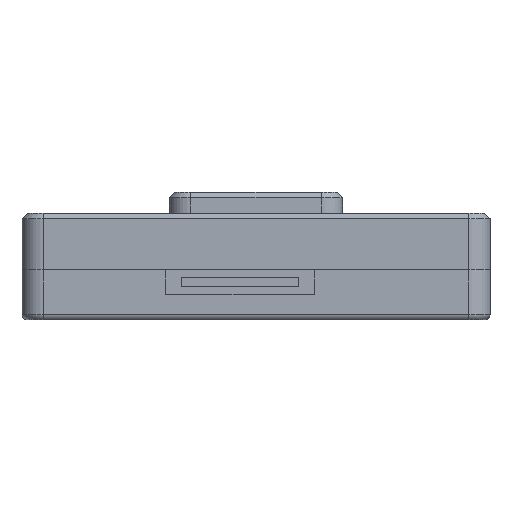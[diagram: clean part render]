
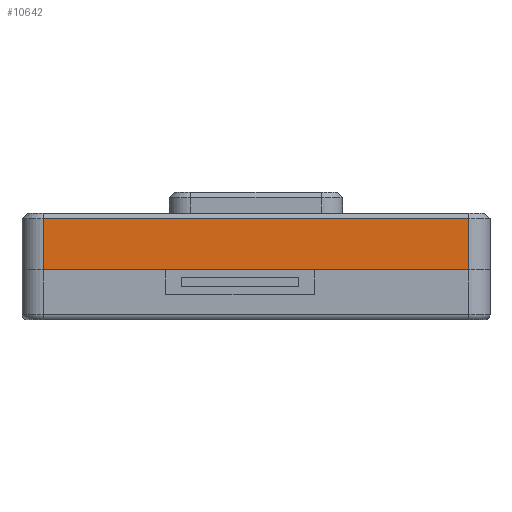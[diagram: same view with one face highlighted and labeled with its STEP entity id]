
A CAD part, front view. The second image highlights one B-rep face of the part: STEP entity #10642.
In plain terms, the highlighted planar face has unit normal (0, -1, 0).
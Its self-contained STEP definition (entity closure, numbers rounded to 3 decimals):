
#362=FACE_OUTER_BOUND('',#964,.T.);
#964=EDGE_LOOP('',(#7275,#7276,#7277,#7278));
#1720=LINE('',#15070,#3155);
#1748=LINE('',#15146,#3183);
#1761=LINE('',#15177,#3196);
#1762=LINE('',#15178,#3197);
#3155=VECTOR('',#12193,1.);
#3183=VECTOR('',#12275,1.);
#3196=VECTOR('',#12308,10.);
#3197=VECTOR('',#12309,1.);
#4576=VERTEX_POINT('',#15061);
#4578=VERTEX_POINT('',#15067);
#4600=VERTEX_POINT('',#15144);
#4608=VERTEX_POINT('',#15176);
#5617=EDGE_CURVE('',#4576,#4578,#1720,.T.);
#5657=EDGE_CURVE('',#4578,#4600,#1748,.T.);
#5673=EDGE_CURVE('',#4608,#4600,#1761,.T.);
#5674=EDGE_CURVE('',#4608,#4576,#1762,.T.);
#7275=ORIENTED_EDGE('',*,*,#5673,.F.);
#7276=ORIENTED_EDGE('',*,*,#5674,.T.);
#7277=ORIENTED_EDGE('',*,*,#5617,.T.);
#7278=ORIENTED_EDGE('',*,*,#5657,.T.);
#10074=PLANE('',#11310);
#10642=ADVANCED_FACE('',(#362),#10074,.F.);
#11310=AXIS2_PLACEMENT_3D('',#15175,#12306,#12307);
#12193=DIRECTION('',(-1.,0.,0.));
#12275=DIRECTION('',(0.,0.,-1.));
#12306=DIRECTION('center_axis',(0.,1.,0.));
#12307=DIRECTION('ref_axis',(0.,0.,1.));
#12308=DIRECTION('',(-1.,0.,0.));
#12309=DIRECTION('',(0.,0.,1.));
#15061=CARTESIAN_POINT('',(20.,-42.,9.5));
#15067=CARTESIAN_POINT('',(-20.,-42.,9.5));
#15070=CARTESIAN_POINT('',(-20.,-42.,9.5));
#15144=CARTESIAN_POINT('',(-20.,-42.,4.7));
#15146=CARTESIAN_POINT('',(-20.,-42.,10.));
#15175=CARTESIAN_POINT('Origin',(-22.,-42.,10.));
#15176=CARTESIAN_POINT('',(20.,-42.,4.7));
#15177=CARTESIAN_POINT('',(-11.,-42.,4.7));
#15178=CARTESIAN_POINT('',(20.,-42.,10.));
